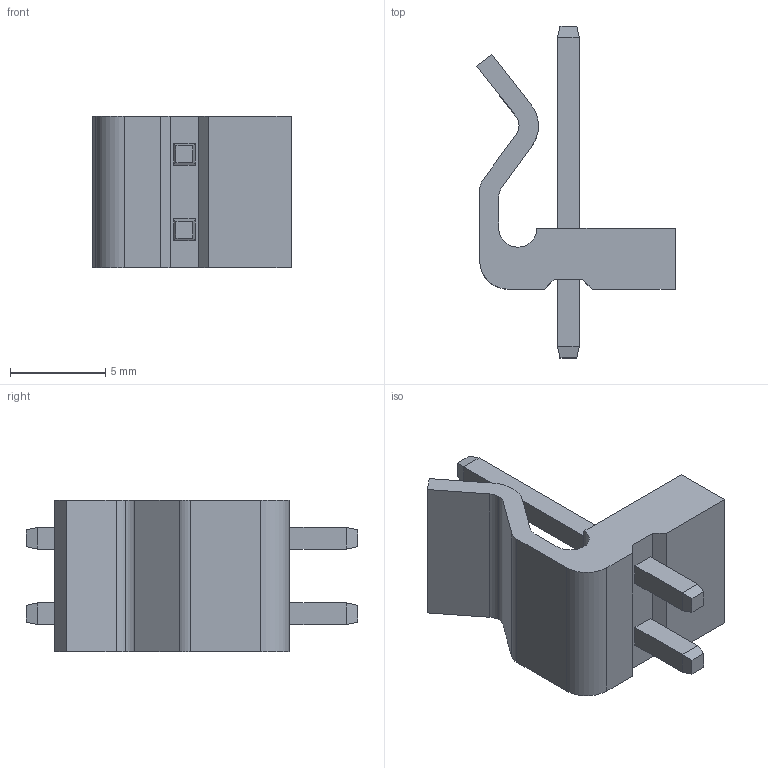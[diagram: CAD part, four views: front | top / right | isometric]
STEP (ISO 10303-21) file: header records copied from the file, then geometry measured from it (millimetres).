
FILE_DESCRIPTION (( 'STEP AP214' ), '1' );
FILE_NAME ('User Library-PWL-2.STEP', '2018-02-21T03:18:40', ( '' ), ( '' ), 'SwSTEP 2.0', 'SolidWorks 2018', '' );
FILE_SCHEMA (( 'AUTOMOTIVE_DESIGN' ));
Length unit declared in the file: millimetre
Products named in the file (1): User Library-PWL-2
Bounding box: 10.4 x 17.4 x 7.92 mm (x, y, z)
Volume: 354.8 mm3; surface area: 592.8 mm2
Topology: 1 solids, 1 shells, 60 faces, 146 edges, 92 vertices
Faces by surface type: plane 52, cylinder 8
Entity records: 2412 total; most frequent: CARTESIAN_POINT 299, ORIENTED_EDGE 292, DIRECTION 284, EDGE_CURVE 146, VECTOR 130, LINE 130, VERTEX_POINT 92, AXIS2_PLACEMENT_3D 77
